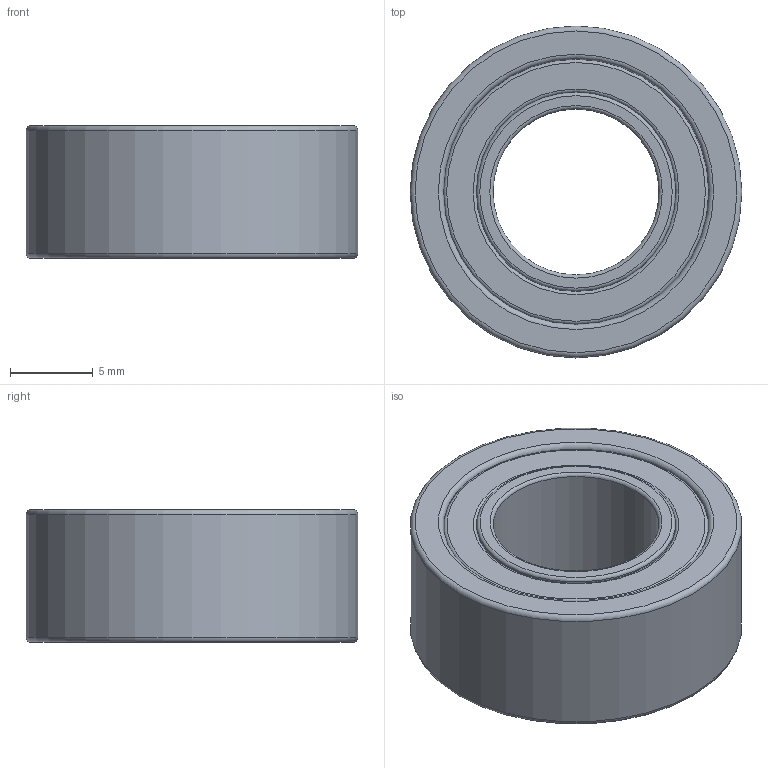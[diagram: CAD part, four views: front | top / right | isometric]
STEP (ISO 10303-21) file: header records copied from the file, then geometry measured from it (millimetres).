
FILE_DESCRIPTION(('FreeCAD Model'),'2;1');
FILE_NAME('Open CASCADE Shape Model','2025-11-26T23:41:22',('Author'),( ''),'Open CASCADE STEP processor 7.8','FreeCAD','Unknown');
FILE_SCHEMA(('AUTOMOTIVE_DESIGN { 1 0 10303 214 1 1 1 1 }'));
Length unit declared in the file: millimetre
Products named in the file (4): Bearing_20x10x8; Body; Body001; Body002
Assembly tree (3 placements, depth 2):
  Bearing_20x10x8
    Body
    Body001
    Body002
Bounding box: 20 x 20 x 8 mm (x, y, z)
Volume: 1860.3 mm3; surface area: 1855.3 mm2
Topology: 3 solids, 3 shells, 32 faces, 54 edges, 32 vertices
Faces by surface type: torus 12, cylinder 10, plane 10
Full cylindrical faces by diameter (mm): 10 x1, 12 x4, 16 x4, 20 x1
Entity records: 871 total; most frequent: DIRECTION 170, CARTESIAN_POINT 122, ORIENTED_EDGE 108, AXIS2_PLACEMENT_3D 80, EDGE_CURVE 54, CIRCLE 44, FACE_BOUND 42, EDGE_LOOP 42
